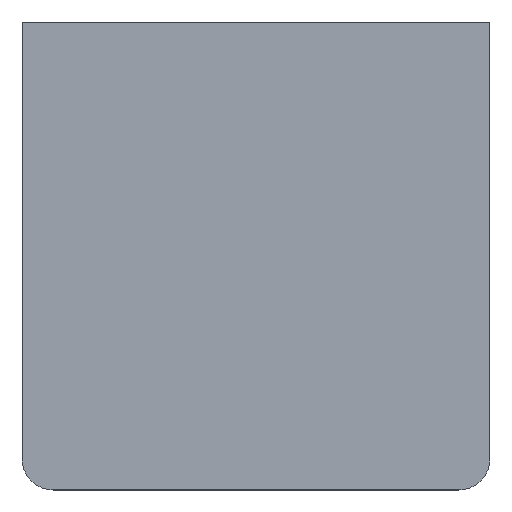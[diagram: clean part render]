
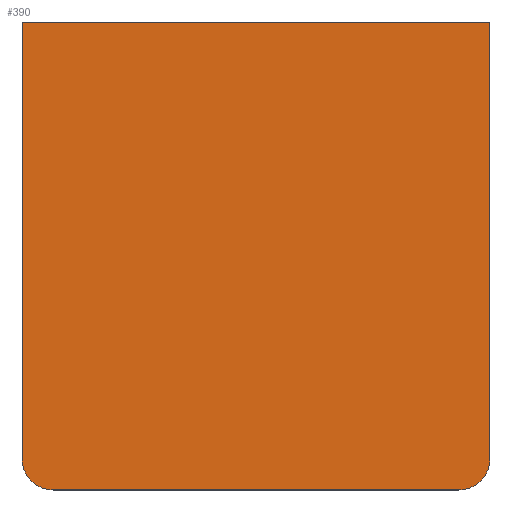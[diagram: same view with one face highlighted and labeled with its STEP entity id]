
A CAD part, top view. The second image highlights one B-rep face of the part: STEP entity #390.
In plain terms, the highlighted planar face has unit normal (0, 0, 1).
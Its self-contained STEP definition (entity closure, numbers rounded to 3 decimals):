
#43 = PLANE('',#44);
#44 = AXIS2_PLACEMENT_3D('',#45,#46,#47);
#45 = CARTESIAN_POINT('',(0.,0.,0.));
#46 = DIRECTION('',(0.,1.,0.));
#47 = DIRECTION('',(1.,0.,0.));
#68 = VERTEX_POINT('',#69);
#69 = CARTESIAN_POINT('',(40.,0.,6.35));
#83 = CYLINDRICAL_SURFACE('',#84,40.);
#84 = AXIS2_PLACEMENT_3D('',#85,#86,#87);
#85 = CARTESIAN_POINT('',(40.,40.,0.));
#86 = DIRECTION('',(0.,0.,1.));
#87 = DIRECTION('',(0.,-1.,0.));
#95 = EDGE_CURVE('',#68,#96,#98,.T.);
#96 = VERTEX_POINT('',#97);
#97 = CARTESIAN_POINT('',(560.,0.,6.35));
#98 = SURFACE_CURVE('',#99,(#103,#110),.PCURVE_S1.);
#99 = LINE('',#100,#101);
#100 = CARTESIAN_POINT('',(0.,0.,6.35));
#101 = VECTOR('',#102,1.);
#102 = DIRECTION('',(1.,0.,0.));
#103 = PCURVE('',#43,#104);
#104 = DEFINITIONAL_REPRESENTATION('',(#105),#109);
#105 = LINE('',#106,#107);
#106 = CARTESIAN_POINT('',(0.,-6.35));
#107 = VECTOR('',#108,1.);
#108 = DIRECTION('',(1.,0.));
#109 = ( GEOMETRIC_REPRESENTATION_CONTEXT(2) 
PARAMETRIC_REPRESENTATION_CONTEXT() REPRESENTATION_CONTEXT('2D SPACE',''
  ) );
#110 = PCURVE('',#111,#116);
#111 = PLANE('',#112);
#112 = AXIS2_PLACEMENT_3D('',#113,#114,#115);
#113 = CARTESIAN_POINT('',(300.,300.,6.35));
#114 = DIRECTION('',(0.,0.,1.));
#115 = DIRECTION('',(1.,0.,0.));
#116 = DEFINITIONAL_REPRESENTATION('',(#117),#121);
#117 = LINE('',#118,#119);
#118 = CARTESIAN_POINT('',(-300.,-300.));
#119 = VECTOR('',#120,1.);
#120 = DIRECTION('',(1.,0.));
#121 = ( GEOMETRIC_REPRESENTATION_CONTEXT(2) 
PARAMETRIC_REPRESENTATION_CONTEXT() REPRESENTATION_CONTEXT('2D SPACE',''
  ) );
#137 = CYLINDRICAL_SURFACE('',#138,40.);
#138 = AXIS2_PLACEMENT_3D('',#139,#140,#141);
#139 = CARTESIAN_POINT('',(560.,40.,0.));
#140 = DIRECTION('',(0.,0.,1.));
#141 = DIRECTION('',(0.,-1.,0.));
#193 = PLANE('',#194);
#194 = AXIS2_PLACEMENT_3D('',#195,#196,#197);
#195 = CARTESIAN_POINT('',(600.,0.,0.));
#196 = DIRECTION('',(-1.,0.,0.));
#197 = DIRECTION('',(0.,1.,0.));
#221 = PLANE('',#222);
#222 = AXIS2_PLACEMENT_3D('',#223,#224,#225);
#223 = CARTESIAN_POINT('',(600.,600.,0.));
#224 = DIRECTION('',(0.,-1.,0.));
#225 = DIRECTION('',(-1.,0.,0.));
#249 = PLANE('',#250);
#250 = AXIS2_PLACEMENT_3D('',#251,#252,#253);
#251 = CARTESIAN_POINT('',(0.,600.,0.));
#252 = DIRECTION('',(1.,0.,0.));
#253 = DIRECTION('',(0.,-1.,0.));
#292 = VERTEX_POINT('',#293);
#293 = CARTESIAN_POINT('',(0.,40.,6.35));
#314 = EDGE_CURVE('',#68,#292,#315,.T.);
#315 = SURFACE_CURVE('',#316,(#321,#328),.PCURVE_S1.);
#316 = CIRCLE('',#317,40.);
#317 = AXIS2_PLACEMENT_3D('',#318,#319,#320);
#318 = CARTESIAN_POINT('',(40.,40.,6.35));
#319 = DIRECTION('',(-0.,-0.,-1.));
#320 = DIRECTION('',(0.,-1.,0.));
#321 = PCURVE('',#83,#322);
#322 = DEFINITIONAL_REPRESENTATION('',(#323),#327);
#323 = LINE('',#324,#325);
#324 = CARTESIAN_POINT('',(-0.,6.35));
#325 = VECTOR('',#326,1.);
#326 = DIRECTION('',(-1.,0.));
#327 = ( GEOMETRIC_REPRESENTATION_CONTEXT(2) 
PARAMETRIC_REPRESENTATION_CONTEXT() REPRESENTATION_CONTEXT('2D SPACE',''
  ) );
#328 = PCURVE('',#111,#329);
#329 = DEFINITIONAL_REPRESENTATION('',(#330),#338);
#330 = ( BOUNDED_CURVE() B_SPLINE_CURVE(2,(#331,#332,#333,#334,#335,#336
,#337),.UNSPECIFIED.,.T.,.F.) B_SPLINE_CURVE_WITH_KNOTS((1,2,2,2,2,1),(
    -2.094,0.,2.094,4.189,6.283,
8.378),.UNSPECIFIED.) CURVE() GEOMETRIC_REPRESENTATION_ITEM() 
RATIONAL_B_SPLINE_CURVE((1.,0.5,1.,0.5,1.,0.5,1.)) REPRESENTATION_ITEM(
  '') );
#331 = CARTESIAN_POINT('',(-260.,-300.));
#332 = CARTESIAN_POINT('',(-329.282,-300.));
#333 = CARTESIAN_POINT('',(-294.641,-240.));
#334 = CARTESIAN_POINT('',(-260.,-180.));
#335 = CARTESIAN_POINT('',(-225.359,-240.));
#336 = CARTESIAN_POINT('',(-190.718,-300.));
#337 = CARTESIAN_POINT('',(-260.,-300.));
#338 = ( GEOMETRIC_REPRESENTATION_CONTEXT(2) 
PARAMETRIC_REPRESENTATION_CONTEXT() REPRESENTATION_CONTEXT('2D SPACE',''
  ) );
#346 = VERTEX_POINT('',#347);
#347 = CARTESIAN_POINT('',(600.,40.,6.35));
#368 = EDGE_CURVE('',#96,#346,#369,.T.);
#369 = SURFACE_CURVE('',#370,(#375,#382),.PCURVE_S1.);
#370 = CIRCLE('',#371,40.);
#371 = AXIS2_PLACEMENT_3D('',#372,#373,#374);
#372 = CARTESIAN_POINT('',(560.,40.,6.35));
#373 = DIRECTION('',(0.,0.,1.));
#374 = DIRECTION('',(0.,-1.,0.));
#375 = PCURVE('',#137,#376);
#376 = DEFINITIONAL_REPRESENTATION('',(#377),#381);
#377 = LINE('',#378,#379);
#378 = CARTESIAN_POINT('',(0.,6.35));
#379 = VECTOR('',#380,1.);
#380 = DIRECTION('',(1.,0.));
#381 = ( GEOMETRIC_REPRESENTATION_CONTEXT(2) 
PARAMETRIC_REPRESENTATION_CONTEXT() REPRESENTATION_CONTEXT('2D SPACE',''
  ) );
#382 = PCURVE('',#111,#383);
#383 = DEFINITIONAL_REPRESENTATION('',(#384),#388);
#384 = CIRCLE('',#385,40.);
#385 = AXIS2_PLACEMENT_2D('',#386,#387);
#386 = CARTESIAN_POINT('',(260.,-260.));
#387 = DIRECTION('',(0.,-1.));
#388 = ( GEOMETRIC_REPRESENTATION_CONTEXT(2) 
PARAMETRIC_REPRESENTATION_CONTEXT() REPRESENTATION_CONTEXT('2D SPACE',''
  ) );
#390 = ADVANCED_FACE('',(#391),#111,.T.);
#391 = FACE_BOUND('',#392,.T.);
#392 = EDGE_LOOP('',(#393,#394,#395,#418,#441,#462));
#393 = ORIENTED_EDGE('',*,*,#95,.T.);
#394 = ORIENTED_EDGE('',*,*,#368,.T.);
#395 = ORIENTED_EDGE('',*,*,#396,.T.);
#396 = EDGE_CURVE('',#346,#397,#399,.T.);
#397 = VERTEX_POINT('',#398);
#398 = CARTESIAN_POINT('',(600.,600.,6.35));
#399 = SURFACE_CURVE('',#400,(#404,#411),.PCURVE_S1.);
#400 = LINE('',#401,#402);
#401 = CARTESIAN_POINT('',(600.,0.,6.35));
#402 = VECTOR('',#403,1.);
#403 = DIRECTION('',(0.,1.,0.));
#404 = PCURVE('',#111,#405);
#405 = DEFINITIONAL_REPRESENTATION('',(#406),#410);
#406 = LINE('',#407,#408);
#407 = CARTESIAN_POINT('',(300.,-300.));
#408 = VECTOR('',#409,1.);
#409 = DIRECTION('',(0.,1.));
#410 = ( GEOMETRIC_REPRESENTATION_CONTEXT(2) 
PARAMETRIC_REPRESENTATION_CONTEXT() REPRESENTATION_CONTEXT('2D SPACE',''
  ) );
#411 = PCURVE('',#193,#412);
#412 = DEFINITIONAL_REPRESENTATION('',(#413),#417);
#413 = LINE('',#414,#415);
#414 = CARTESIAN_POINT('',(0.,-6.35));
#415 = VECTOR('',#416,1.);
#416 = DIRECTION('',(1.,0.));
#417 = ( GEOMETRIC_REPRESENTATION_CONTEXT(2) 
PARAMETRIC_REPRESENTATION_CONTEXT() REPRESENTATION_CONTEXT('2D SPACE',''
  ) );
#418 = ORIENTED_EDGE('',*,*,#419,.T.);
#419 = EDGE_CURVE('',#397,#420,#422,.T.);
#420 = VERTEX_POINT('',#421);
#421 = CARTESIAN_POINT('',(0.,600.,6.35));
#422 = SURFACE_CURVE('',#423,(#427,#434),.PCURVE_S1.);
#423 = LINE('',#424,#425);
#424 = CARTESIAN_POINT('',(600.,600.,6.35));
#425 = VECTOR('',#426,1.);
#426 = DIRECTION('',(-1.,0.,0.));
#427 = PCURVE('',#111,#428);
#428 = DEFINITIONAL_REPRESENTATION('',(#429),#433);
#429 = LINE('',#430,#431);
#430 = CARTESIAN_POINT('',(300.,300.));
#431 = VECTOR('',#432,1.);
#432 = DIRECTION('',(-1.,0.));
#433 = ( GEOMETRIC_REPRESENTATION_CONTEXT(2) 
PARAMETRIC_REPRESENTATION_CONTEXT() REPRESENTATION_CONTEXT('2D SPACE',''
  ) );
#434 = PCURVE('',#221,#435);
#435 = DEFINITIONAL_REPRESENTATION('',(#436),#440);
#436 = LINE('',#437,#438);
#437 = CARTESIAN_POINT('',(0.,-6.35));
#438 = VECTOR('',#439,1.);
#439 = DIRECTION('',(1.,0.));
#440 = ( GEOMETRIC_REPRESENTATION_CONTEXT(2) 
PARAMETRIC_REPRESENTATION_CONTEXT() REPRESENTATION_CONTEXT('2D SPACE',''
  ) );
#441 = ORIENTED_EDGE('',*,*,#442,.T.);
#442 = EDGE_CURVE('',#420,#292,#443,.T.);
#443 = SURFACE_CURVE('',#444,(#448,#455),.PCURVE_S1.);
#444 = LINE('',#445,#446);
#445 = CARTESIAN_POINT('',(0.,600.,6.35));
#446 = VECTOR('',#447,1.);
#447 = DIRECTION('',(0.,-1.,0.));
#448 = PCURVE('',#111,#449);
#449 = DEFINITIONAL_REPRESENTATION('',(#450),#454);
#450 = LINE('',#451,#452);
#451 = CARTESIAN_POINT('',(-300.,300.));
#452 = VECTOR('',#453,1.);
#453 = DIRECTION('',(0.,-1.));
#454 = ( GEOMETRIC_REPRESENTATION_CONTEXT(2) 
PARAMETRIC_REPRESENTATION_CONTEXT() REPRESENTATION_CONTEXT('2D SPACE',''
  ) );
#455 = PCURVE('',#249,#456);
#456 = DEFINITIONAL_REPRESENTATION('',(#457),#461);
#457 = LINE('',#458,#459);
#458 = CARTESIAN_POINT('',(0.,-6.35));
#459 = VECTOR('',#460,1.);
#460 = DIRECTION('',(1.,0.));
#461 = ( GEOMETRIC_REPRESENTATION_CONTEXT(2) 
PARAMETRIC_REPRESENTATION_CONTEXT() REPRESENTATION_CONTEXT('2D SPACE',''
  ) );
#462 = ORIENTED_EDGE('',*,*,#314,.F.);
